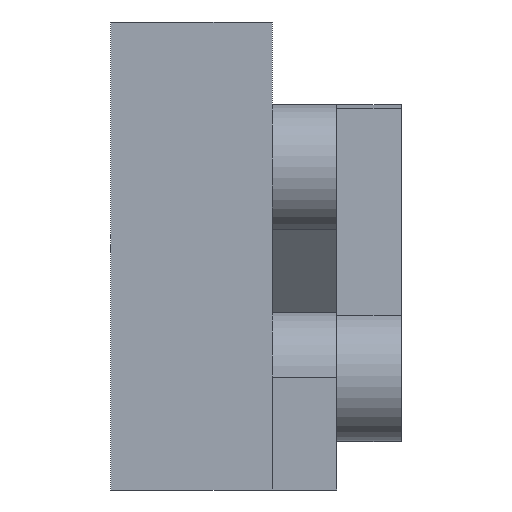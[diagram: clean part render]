
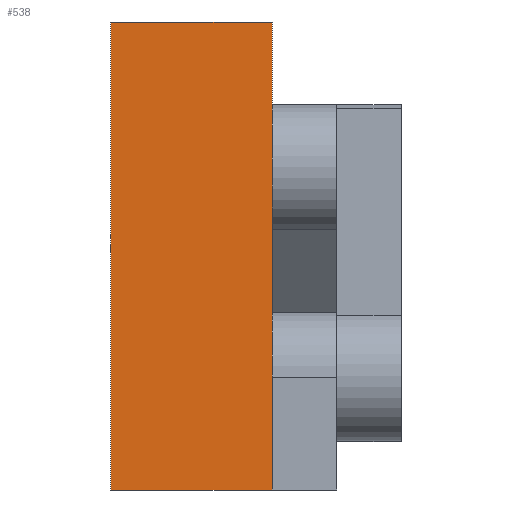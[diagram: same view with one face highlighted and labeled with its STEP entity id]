
A CAD part, left-side view. The second image highlights one B-rep face of the part: STEP entity #538.
In plain terms, the highlighted planar face has unit normal (-1, 0, 0).
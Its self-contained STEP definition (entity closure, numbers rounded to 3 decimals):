
#68=PLANE('',#645);
#100=FACE_OUTER_BOUND('',#141,.T.);
#141=EDGE_LOOP('',(#475,#476,#477,#478));
#183=LINE('',#953,#227);
#184=LINE('',#956,#228);
#185=LINE('',#958,#229);
#186=LINE('',#959,#230);
#227=VECTOR('',#794,10.);
#228=VECTOR('',#797,10.);
#229=VECTOR('',#798,10.);
#230=VECTOR('',#799,10.);
#293=VERTEX_POINT('',#946);
#296=VERTEX_POINT('',#951);
#297=VERTEX_POINT('',#955);
#298=VERTEX_POINT('',#957);
#357=EDGE_CURVE('',#296,#293,#183,.T.);
#358=EDGE_CURVE('',#297,#296,#184,.T.);
#359=EDGE_CURVE('',#298,#297,#185,.T.);
#360=EDGE_CURVE('',#298,#293,#186,.T.);
#475=ORIENTED_EDGE('',*,*,#358,.F.);
#476=ORIENTED_EDGE('',*,*,#359,.F.);
#477=ORIENTED_EDGE('',*,*,#360,.T.);
#478=ORIENTED_EDGE('',*,*,#357,.F.);
#538=ADVANCED_FACE('',(#100),#68,.T.);
#645=AXIS2_PLACEMENT_3D('',#954,#795,#796);
#794=DIRECTION('',(0.,-1.,0.));
#795=DIRECTION('center_axis',(-1.,0.,0.));
#796=DIRECTION('ref_axis',(0.,0.,1.));
#797=DIRECTION('',(0.,0.,1.));
#798=DIRECTION('',(0.,1.,0.));
#799=DIRECTION('',(0.,0.,1.));
#946=CARTESIAN_POINT('',(-20.,0.,29.));
#951=CARTESIAN_POINT('',(-20.,10.,29.));
#953=CARTESIAN_POINT('',(-20.,0.,29.));
#954=CARTESIAN_POINT('Origin',(-20.,0.,0.));
#955=CARTESIAN_POINT('',(-20.,10.,0.));
#956=CARTESIAN_POINT('',(-20.,10.,14.));
#957=CARTESIAN_POINT('',(-20.,0.,0.));
#958=CARTESIAN_POINT('',(-20.,0.,0.));
#959=CARTESIAN_POINT('',(-20.,0.,0.));
